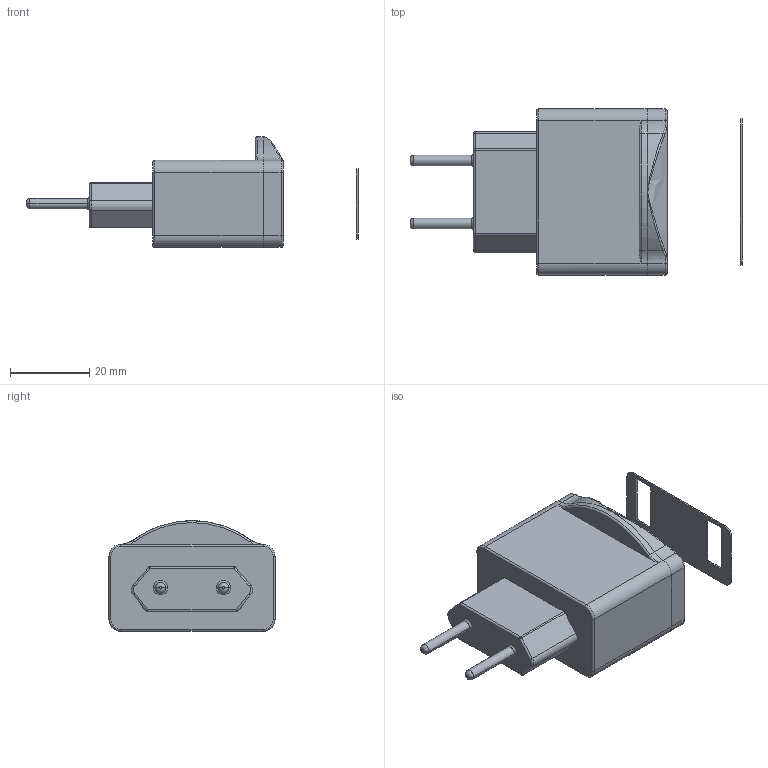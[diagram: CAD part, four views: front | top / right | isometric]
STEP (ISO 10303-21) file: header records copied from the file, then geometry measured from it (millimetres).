
FILE_DESCRIPTION(('CATIA V5 STEP Exchange'),'2;1');
FILE_NAME('Miniwall21042014.stp','2014-04-21T07:54:10+00:00',('none'),('none'),'CATIA Version 5 Release 19 SP 2 (IN-10)','CATIA V5 STEP AP203','none');
FILE_SCHEMA(('CONFIG_CONTROL_DESIGN'));
Length unit declared in the file: millimetre
Products named in the file (1): Product2
Assembly tree (3 placements, depth 2):
  Product2
    #56
    #2578
    #5030
Bounding box: 83.95 x 42 x 27.97 mm (x, y, z)
Volume: 11808.6 mm3; surface area: 15899.9 mm2
Topology: 3 solids, 3 shells, 180 faces, 458 edges, 287 vertices
Faces by surface type: plane 80, cylinder 63, torus 23, sphere 6, revolution 4, bspline 3, extrusion 1
Entity records: 5640 total; most frequent: CARTESIAN_POINT 1391, ORIENTED_EDGE 900, DIRECTION 737, EDGE_CURVE 450, AXIS2_PLACEMENT_3D 316, VERTEX_POINT 284, VECTOR 259, LINE 258
